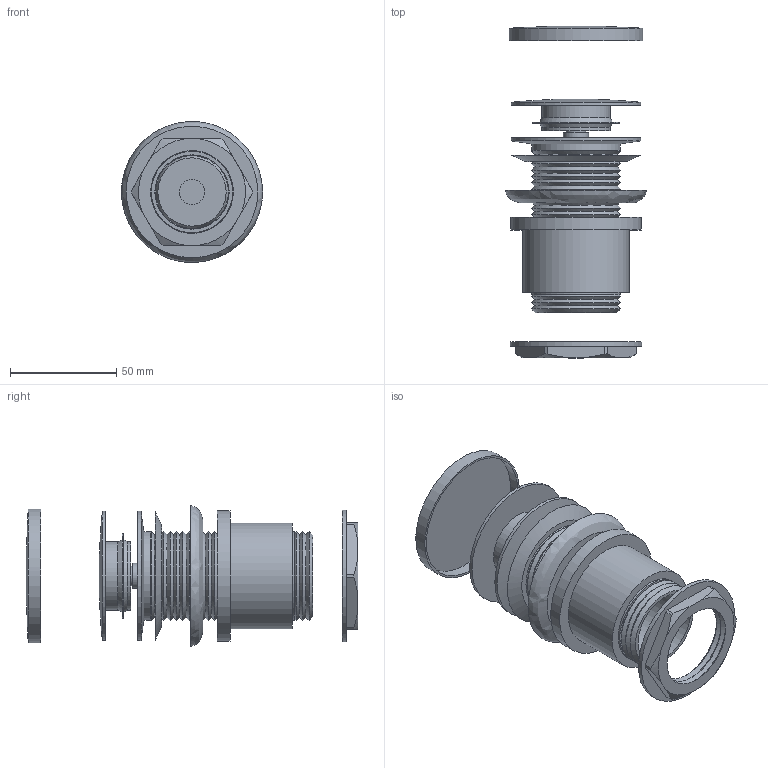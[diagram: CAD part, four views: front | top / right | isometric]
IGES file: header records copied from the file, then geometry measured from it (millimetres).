
Global section: file name: W22-customer only; native system: AutoCAD 2016 - English; preprocessor: Autodesk Translation Framework DWG producer (atf_dwg_producer); organization: unknown; date: 20170424.085741; units: millimetre
Bounding box: 66.59 x 156.53 x 66.44 mm (x, y, z)
Volume: 94756.6 mm3; surface area: 74023.8 mm2
Topology: 7 solids, 7 shells, 149 faces, 416 edges, 293 vertices
Faces by surface type: bspline 149
